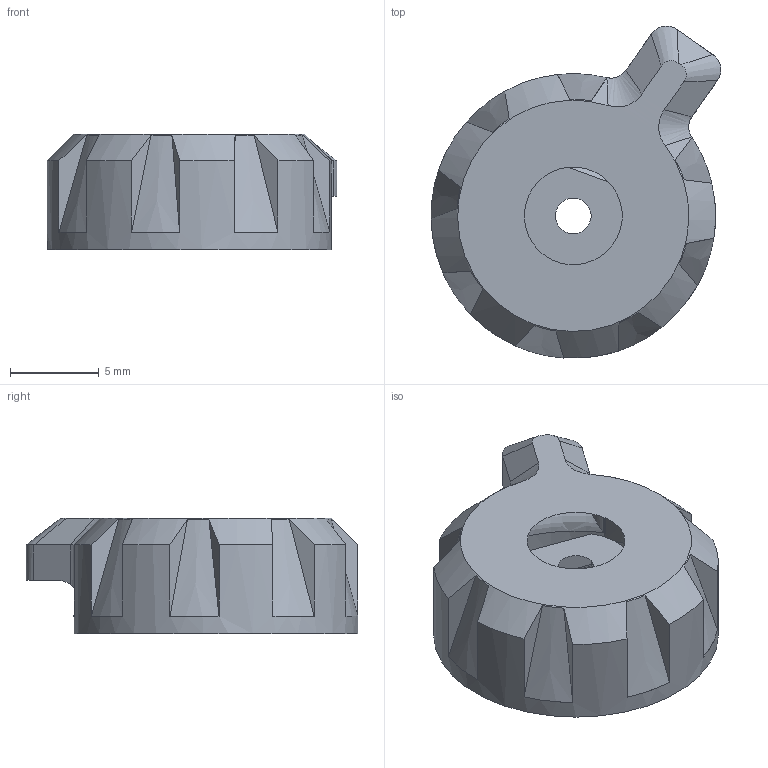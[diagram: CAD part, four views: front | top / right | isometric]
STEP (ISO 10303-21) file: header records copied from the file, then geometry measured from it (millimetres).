
FILE_DESCRIPTION(/* description */ (''),/* implementation_level */ '2;1');
FILE_NAME(/* name */ 'GAL_selectorknobM2_zb_edit.step',/* time_stamp */ '2023-12-14T09:25:57-06:00',/* author */ (''),/* organization */ (''),/* preprocessor_version */ 'ST-DEVELOPER v20',/* originating_system */ 'Autodesk Translation Framework v12.14.0.127',/* authorisation */ '');
FILE_SCHEMA (('AUTOMOTIVE_DESIGN { 1 0 10303 214 3 1 1 }'));
Length unit declared in the file: millimetre
Products named in the file (2): GAL_v2; selector_knob
Assembly tree (1 placements, depth 2):
  GAL_v2
    selector_knob
Bounding box: 16.3 x 18.66 x 6.5 mm (x, y, z)
Volume: 981.1 mm3; surface area: 870.5 mm2
Topology: 1 solids, 1 shells, 60 faces, 165 edges, 109 vertices
Faces by surface type: plane 37, cone 13, cylinder 7, bspline 2, torus 1
Full cylindrical faces by diameter (mm): 10 x1, 16 x1
Entity records: 2202 total; most frequent: CARTESIAN_POINT 659, ORIENTED_EDGE 330, DIRECTION 291, EDGE_CURVE 165, AXIS2_PLACEMENT_3D 115, VERTEX_POINT 109, EDGE_LOOP 64, LINE 61
